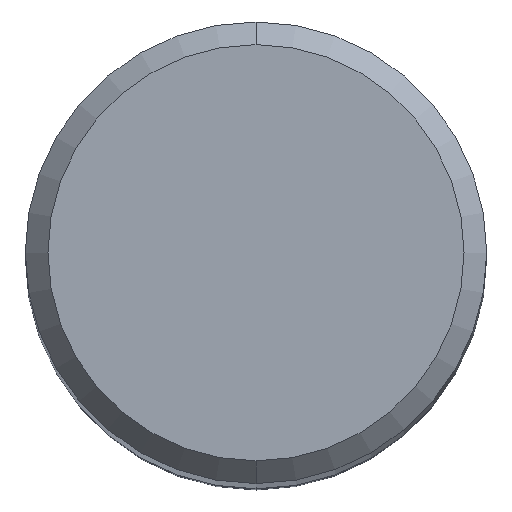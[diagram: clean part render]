
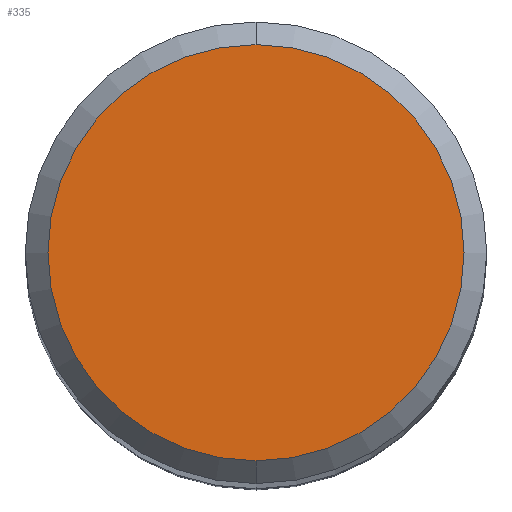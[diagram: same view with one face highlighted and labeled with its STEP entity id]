
A CAD part, top view. The second image highlights one B-rep face of the part: STEP entity #335.
In plain terms, the highlighted planar face has unit normal (0, 0, 1).
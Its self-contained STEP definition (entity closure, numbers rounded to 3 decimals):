
#233=VERTEX_POINT('',#620);
#243=VERTEX_POINT('',#632);
#335=ADVANCED_FACE('',(#732),#733,.T.);
#563=EDGE_CURVE('',#233,#243,#989,.T.);
#567=EDGE_CURVE('',#243,#233,#993,.T.);
#620=CARTESIAN_POINT('',(0.0,3.642,0.0));
#632=CARTESIAN_POINT('',(0.,-3.642,0.0));
#732=FACE_OUTER_BOUND('',#1285,.T.);
#733=PLANE('',#1286);
#989=CIRCLE('',#1718,3.642);
#993=CIRCLE('',#1723,3.642);
#1285=EDGE_LOOP('',(#1905,#1906));
#1286=AXIS2_PLACEMENT_3D('',#1907,#1908,#1909);
#1718=AXIS2_PLACEMENT_3D('',#2228,#2229,#2230);
#1723=AXIS2_PLACEMENT_3D('',#2231,#2232,#2233);
#1905=ORIENTED_EDGE('',*,*,#563,.F.);
#1906=ORIENTED_EDGE('',*,*,#567,.F.);
#1907=CARTESIAN_POINT('',(0.0,1.821,0.0));
#1908=DIRECTION('',(-0.0,0.0,1.0));
#1909=DIRECTION('',(0.0,-1.0,0.0));
#2228=CARTESIAN_POINT('',(0.0,0.0,0.0));
#2229=DIRECTION('',(0.0,0.0,-1.0));
#2230=DIRECTION('',(0.0,1.0,0.0));
#2231=CARTESIAN_POINT('',(0.0,0.0,0.0));
#2232=DIRECTION('',(0.0,0.0,-1.0));
#2233=DIRECTION('',(0.0,1.0,0.0));
